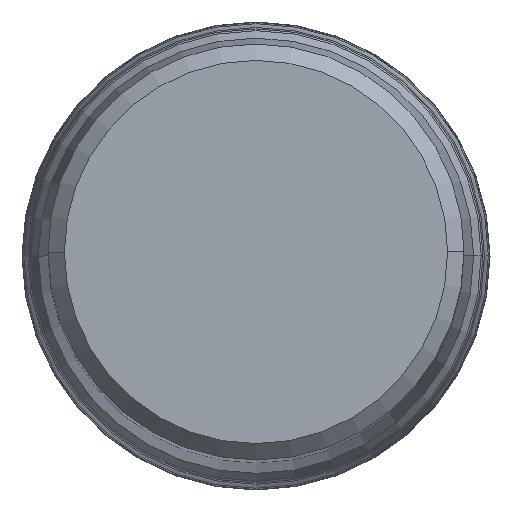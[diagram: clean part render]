
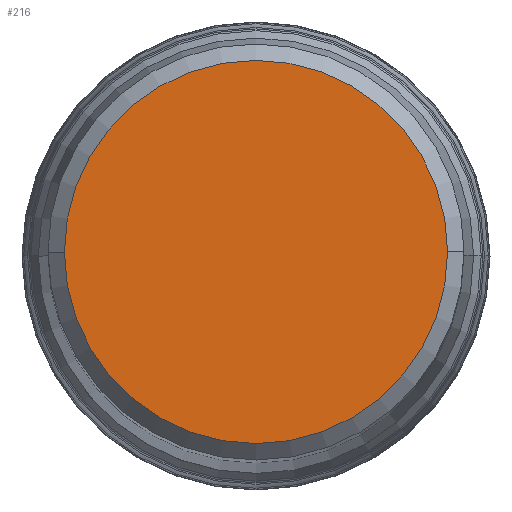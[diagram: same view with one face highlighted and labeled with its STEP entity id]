
A CAD part, top view. The second image highlights one B-rep face of the part: STEP entity #216.
In plain terms, the highlighted planar face has unit normal (0, 0, 1).
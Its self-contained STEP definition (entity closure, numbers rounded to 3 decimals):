
#50=PLANE('',#1812);
#216=ADVANCED_FACE('',(#338),#50,.F.);
#338=FACE_OUTER_BOUND('',#432,.T.);
#432=EDGE_LOOP('',(#804,#805));
#804=ORIENTED_EDGE('',*,*,#1118,.F.);
#805=ORIENTED_EDGE('',*,*,#1119,.F.);
#927=VERTEX_POINT('',#3481);
#928=VERTEX_POINT('',#3483);
#1118=EDGE_CURVE('',#928,#927,#1338,.T.);
#1119=EDGE_CURVE('',#927,#928,#1339,.T.);
#1338=CIRCLE('',#1809,11.7);
#1339=CIRCLE('',#1811,11.7);
#1809=AXIS2_PLACEMENT_3D('',#3484,#2297,#2298);
#1811=AXIS2_PLACEMENT_3D('',#3486,#2301,#2302);
#1812=AXIS2_PLACEMENT_3D('',#3487,#2303,#2304);
#2297=DIRECTION('',(0.,0.,-1.));
#2298=DIRECTION('',(-1.,-0.002,0.));
#2301=DIRECTION('',(0.,0.,-1.));
#2302=DIRECTION('',(1.,0.002,0.));
#2303=DIRECTION('',(0.,0.,-1.));
#2304=DIRECTION('',(-1.,-0.002,0.));
#3481=CARTESIAN_POINT('',(11.7,0.018,0.));
#3483=CARTESIAN_POINT('',(-11.7,-0.018,0.));
#3484=CARTESIAN_POINT('',(0.,0.,0.));
#3486=CARTESIAN_POINT('',(0.,0.,0.));
#3487=CARTESIAN_POINT('',(0.,0.,0.));
